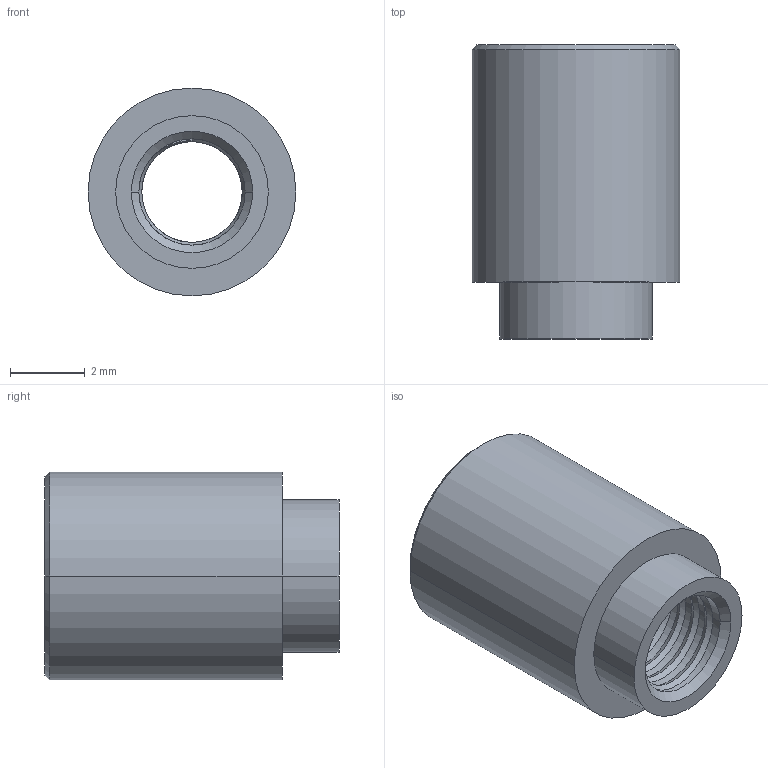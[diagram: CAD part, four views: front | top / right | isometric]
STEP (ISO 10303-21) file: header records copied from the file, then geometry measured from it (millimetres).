
FILE_DESCRIPTION (( 'STEP AP214' ), '1' );
FILE_NAME ('4883.STEP', '2016-09-29T18:13:47', ( '' ), ( '' ), 'SwSTEP 2.0', 'SolidWorks 2013', '' );
FILE_SCHEMA (( 'AUTOMOTIVE_DESIGN' ));
Length unit declared in the file: inch
Products named in the file (1): 4883
Bounding box: 5.56 x 7.87 x 5.56 mm (x, y, z)
Volume: 125.2 mm3; surface area: 237.5 mm2
Topology: 1 solids, 1 shells, 50 faces, 133 edges, 87 vertices
Faces by surface type: cylinder 36, cone 6, plane 6, bspline 2
Entity records: 3075 total; most frequent: CARTESIAN_POINT 1961, ORIENTED_EDGE 264, DIRECTION 189, EDGE_CURVE 132, VERTEX_POINT 85, AXIS2_PLACEMENT_3D 72, EDGE_LOOP 53, FACE_OUTER_BOUND 50
